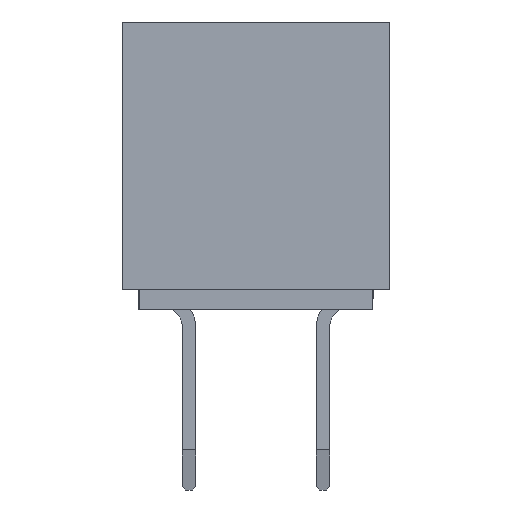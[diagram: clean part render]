
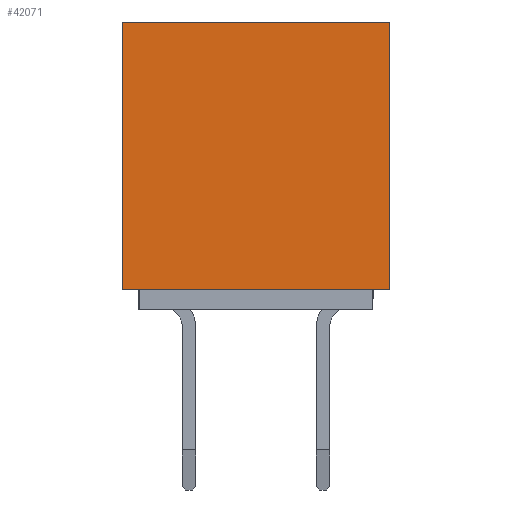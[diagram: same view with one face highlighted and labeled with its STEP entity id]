
A CAD part, left-side view. The second image highlights one B-rep face of the part: STEP entity #42071.
In plain terms, the highlighted face is planar.
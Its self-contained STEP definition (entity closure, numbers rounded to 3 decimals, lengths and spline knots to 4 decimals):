
#2382=LINE('',#58329,#5976);
#2394=LINE('',#58353,#5988);
#2396=LINE('',#58357,#5990);
#2398=LINE('',#58361,#5992);
#5976=VECTOR('',#48516,1000.);
#5988=VECTOR('',#48538,1000.);
#5990=VECTOR('',#48542,1000.);
#5992=VECTOR('',#48546,1000.);
#10410=ORIENTED_EDGE('',*,*,#19334,.T.);
#10411=ORIENTED_EDGE('',*,*,#19346,.F.);
#10412=ORIENTED_EDGE('',*,*,#19350,.F.);
#10413=ORIENTED_EDGE('',*,*,#19348,.T.);
#19334=EDGE_CURVE('',#23769,#23768,#2382,.T.);
#19346=EDGE_CURVE('',#23775,#23768,#2394,.T.);
#19348=EDGE_CURVE('',#23777,#23769,#2396,.T.);
#19350=EDGE_CURVE('',#23777,#23775,#2398,.T.);
#23768=VERTEX_POINT('',#58328);
#23769=VERTEX_POINT('',#58330);
#23775=VERTEX_POINT('',#58352);
#23777=VERTEX_POINT('',#58358);
#26502=EDGE_LOOP('',(#10410,#10411,#10412,#10413));
#28180=FACE_BOUND('',#26502,.T.);
#29801=PLANE('',#43937);
#42071=ADVANCED_FACE('',(#28180),#29801,.T.);
#43937=AXIS2_PLACEMENT_3D('',#58360,#48544,#48545);
#48516=DIRECTION('',(0.,1.,0.));
#48538=DIRECTION('',(0.,0.,-1.));
#48542=DIRECTION('',(0.,0.,-1.));
#48544=DIRECTION('',(1.,0.,0.));
#48545=DIRECTION('',(0.,0.,-1.));
#48546=DIRECTION('',(0.,1.,0.));
#58328=CARTESIAN_POINT('',(7.3,2.,-1.85));
#58329=CARTESIAN_POINT('',(7.3,-2.,-1.85));
#58330=CARTESIAN_POINT('',(7.3,-2.,-1.85));
#58352=CARTESIAN_POINT('',(7.3,2.,2.15));
#58353=CARTESIAN_POINT('',(7.3,2.,2.15));
#58357=CARTESIAN_POINT('',(7.3,-2.,2.15));
#58358=CARTESIAN_POINT('',(7.3,-2.,2.15));
#58360=CARTESIAN_POINT('',(7.3,-2.,2.15));
#58361=CARTESIAN_POINT('',(7.3,-2.,2.15));
